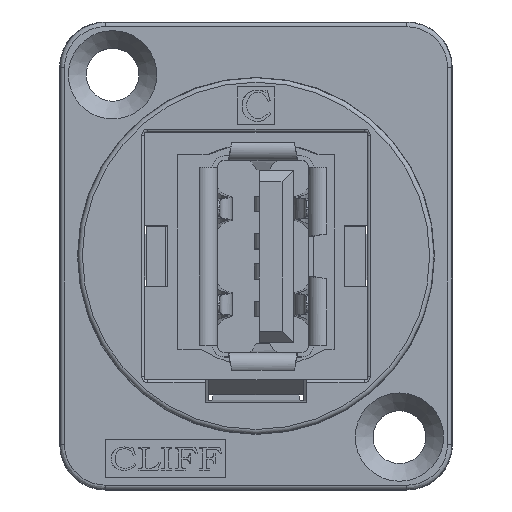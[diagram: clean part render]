
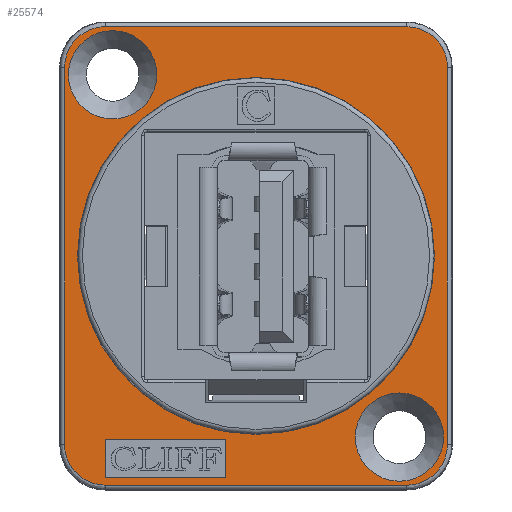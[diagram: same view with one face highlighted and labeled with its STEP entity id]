
A CAD part, top view. The second image highlights one B-rep face of the part: STEP entity #25574.
In plain terms, the highlighted planar face has unit normal (0, 0, 1).
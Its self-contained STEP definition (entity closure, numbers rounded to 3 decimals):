
#215=FACE_BOUND('',#3343,.T.);
#216=FACE_BOUND('',#3344,.T.);
#217=FACE_BOUND('',#3345,.T.);
#218=FACE_BOUND('',#3346,.T.);
#447=ELLIPSE('',#27020,2.7,2.7);
#448=ELLIPSE('',#27021,2.7,2.7);
#449=ELLIPSE('',#27022,2.7,2.7);
#450=ELLIPSE('',#27023,2.7,2.7);
#932=CIRCLE('',#26835,11.823);
#965=CIRCLE('',#27024,2.925);
#966=CIRCLE('',#27025,2.925);
#2104=FACE_OUTER_BOUND('',#3342,.T.);
#3342=EDGE_LOOP('',(#22054,#22055,#22056,#22057,#22058,#22059,#22060,#22061));
#3343=EDGE_LOOP('',(#22062,#22063,#22064,#22065));
#3344=EDGE_LOOP('',(#22066));
#3345=EDGE_LOOP('',(#22067));
#3346=EDGE_LOOP('',(#22068));
#6255=LINE('',#51358,#9222);
#6259=LINE('',#51366,#9226);
#6262=LINE('',#51372,#9229);
#6265=LINE('',#51377,#9232);
#6281=LINE('',#51438,#9248);
#6282=LINE('',#51442,#9249);
#6283=LINE('',#51446,#9250);
#6284=LINE('',#51449,#9251);
#9222=VECTOR('',#32612,2.5);
#9226=VECTOR('',#32618,8.);
#9229=VECTOR('',#32623,2.5);
#9232=VECTOR('',#32628,8.);
#9248=VECTOR('',#32686,24.965);
#9249=VECTOR('',#32689,19.965);
#9250=VECTOR('',#32692,24.965);
#9251=VECTOR('',#32695,19.965);
#11256=VERTEX_POINT('',#49406);
#11546=VERTEX_POINT('',#51356);
#11547=VERTEX_POINT('',#51357);
#11550=VERTEX_POINT('',#51365);
#11552=VERTEX_POINT('',#51371);
#11562=VERTEX_POINT('',#51434);
#11563=VERTEX_POINT('',#51435);
#11564=VERTEX_POINT('',#51437);
#11565=VERTEX_POINT('',#51439);
#11566=VERTEX_POINT('',#51441);
#11567=VERTEX_POINT('',#51443);
#11568=VERTEX_POINT('',#51445);
#11569=VERTEX_POINT('',#51447);
#11570=VERTEX_POINT('',#51450);
#11571=VERTEX_POINT('',#51452);
#14594=EDGE_CURVE('',#11256,#11256,#932,.T.);
#15056=EDGE_CURVE('',#11546,#11547,#6255,.T.);
#15060=EDGE_CURVE('',#11550,#11546,#6259,.T.);
#15063=EDGE_CURVE('',#11552,#11550,#6262,.T.);
#15066=EDGE_CURVE('',#11547,#11552,#6265,.T.);
#15089=EDGE_CURVE('',#11562,#11563,#447,.T.);
#15090=EDGE_CURVE('',#11564,#11562,#6281,.T.);
#15091=EDGE_CURVE('',#11565,#11564,#448,.T.);
#15092=EDGE_CURVE('',#11566,#11565,#6282,.T.);
#15093=EDGE_CURVE('',#11567,#11566,#449,.T.);
#15094=EDGE_CURVE('',#11568,#11567,#6283,.T.);
#15095=EDGE_CURVE('',#11569,#11568,#450,.T.);
#15096=EDGE_CURVE('',#11563,#11569,#6284,.T.);
#15097=EDGE_CURVE('',#11570,#11570,#965,.T.);
#15098=EDGE_CURVE('',#11571,#11571,#966,.T.);
#22054=ORIENTED_EDGE('',*,*,#15089,.F.);
#22055=ORIENTED_EDGE('',*,*,#15090,.F.);
#22056=ORIENTED_EDGE('',*,*,#15091,.F.);
#22057=ORIENTED_EDGE('',*,*,#15092,.F.);
#22058=ORIENTED_EDGE('',*,*,#15093,.F.);
#22059=ORIENTED_EDGE('',*,*,#15094,.F.);
#22060=ORIENTED_EDGE('',*,*,#15095,.F.);
#22061=ORIENTED_EDGE('',*,*,#15096,.F.);
#22062=ORIENTED_EDGE('',*,*,#15056,.T.);
#22063=ORIENTED_EDGE('',*,*,#15066,.T.);
#22064=ORIENTED_EDGE('',*,*,#15063,.T.);
#22065=ORIENTED_EDGE('',*,*,#15060,.T.);
#22066=ORIENTED_EDGE('',*,*,#14594,.T.);
#22067=ORIENTED_EDGE('',*,*,#15097,.T.);
#22068=ORIENTED_EDGE('',*,*,#15098,.T.);
#23218=PLANE('',#27019);
#25574=ADVANCED_FACE('',(#2104,#215,#216,#217,#218),#23218,.T.);
#26835=AXIS2_PLACEMENT_3D('',#49407,#31967,#31968);
#27019=AXIS2_PLACEMENT_3D('',#51433,#32682,#32683);
#27020=AXIS2_PLACEMENT_3D('',#51436,#32684,#32685);
#27021=AXIS2_PLACEMENT_3D('',#51440,#32687,#32688);
#27022=AXIS2_PLACEMENT_3D('',#51444,#32690,#32691);
#27023=AXIS2_PLACEMENT_3D('',#51448,#32693,#32694);
#27024=AXIS2_PLACEMENT_3D('',#51451,#32696,#32697);
#27025=AXIS2_PLACEMENT_3D('',#51453,#32698,#32699);
#31967=DIRECTION('center_axis',(0.,0.,
-1.));
#31968=DIRECTION('ref_axis',(-1.,0.,0.));
#32612=DIRECTION('',(0.,1.,0.));
#32618=DIRECTION('',(-1.,0.,0.));
#32623=DIRECTION('',(0.,-1.,0.));
#32628=DIRECTION('',(1.,0.,0.));
#32682=DIRECTION('center_axis',(0.,0.,
1.));
#32683=DIRECTION('ref_axis',(1.,0.,0.));
#32684=DIRECTION('center_axis',(0.,0.,
-1.));
#32685=DIRECTION('ref_axis',(-0.707,0.707,0.));
#32686=DIRECTION('',(0.,1.,0.));
#32687=DIRECTION('center_axis',(0.,0.,
-1.));
#32688=DIRECTION('ref_axis',(-0.707,-0.707,0.));
#32689=DIRECTION('',(-1.,0.,0.));
#32690=DIRECTION('center_axis',(0.,0.,
-1.));
#32691=DIRECTION('ref_axis',(0.707,-0.707,0.));
#32692=DIRECTION('',(0.,-1.,0.));
#32693=DIRECTION('center_axis',(0.,0.,
-1.));
#32694=DIRECTION('ref_axis',(0.707,0.707,0.));
#32695=DIRECTION('',(1.,0.,0.));
#32696=DIRECTION('center_axis',(0.,0.,
-1.));
#32697=DIRECTION('ref_axis',(1.,0.,0.));
#32698=DIRECTION('center_axis',(0.,0.,
-1.));
#32699=DIRECTION('ref_axis',(1.,0.,0.));
#49406=CARTESIAN_POINT('',(11.823,0.,0.));
#49407=CARTESIAN_POINT('Origin',(0.,0.,
0.));
#51356=CARTESIAN_POINT('',(-10.,-14.683,0.));
#51357=CARTESIAN_POINT('',(-10.,-12.183,0.));
#51358=CARTESIAN_POINT('',(-10.,-7.341,0.));
#51365=CARTESIAN_POINT('',(-2.,-14.683,0.));
#51366=CARTESIAN_POINT('',(-1.,-14.683,0.));
#51371=CARTESIAN_POINT('',(-2.,-12.183,0.));
#51372=CARTESIAN_POINT('',(-2.,-6.091,0.));
#51377=CARTESIAN_POINT('',(-5.,-12.183,0.));
#51433=CARTESIAN_POINT('Origin',(0.,0.,
0.));
#51434=CARTESIAN_POINT('',(-12.683,12.483,0.));
#51435=CARTESIAN_POINT('',(-9.983,15.183,0.));
#51436=CARTESIAN_POINT('Origin',(-9.982,12.482,0.));
#51437=CARTESIAN_POINT('',(-12.683,-12.483,0.));
#51438=CARTESIAN_POINT('',(-12.683,-7.75,0.));
#51439=CARTESIAN_POINT('',(-9.983,-15.183,0.));
#51440=CARTESIAN_POINT('Origin',(-9.982,-12.482,0.));
#51441=CARTESIAN_POINT('',(9.983,-15.183,0.));
#51442=CARTESIAN_POINT('',(6.5,-15.183,0.));
#51443=CARTESIAN_POINT('',(12.683,-12.483,0.));
#51444=CARTESIAN_POINT('Origin',(9.982,-12.482,0.));
#51445=CARTESIAN_POINT('',(12.683,12.483,0.));
#51446=CARTESIAN_POINT('',(12.683,7.75,0.));
#51447=CARTESIAN_POINT('',(9.983,15.183,0.));
#51448=CARTESIAN_POINT('Origin',(9.982,12.482,0.));
#51449=CARTESIAN_POINT('',(-6.5,15.183,0.));
#51450=CARTESIAN_POINT('',(6.575,-12.,0.));
#51451=CARTESIAN_POINT('Origin',(9.5,-12.,0.));
#51452=CARTESIAN_POINT('',(-12.425,12.,0.));
#51453=CARTESIAN_POINT('Origin',(-9.5,12.,0.));
